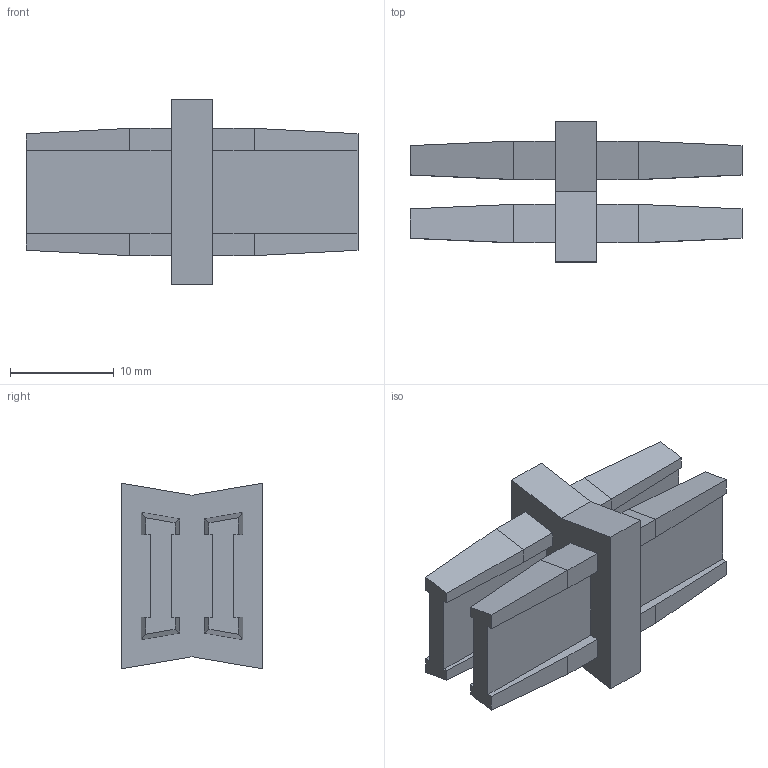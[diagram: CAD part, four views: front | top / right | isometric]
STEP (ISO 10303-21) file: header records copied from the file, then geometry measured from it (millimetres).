
FILE_DESCRIPTION(('STEP AP214'),'1');
FILE_NAME('cctmp_692029DC-7986-4A9C-BA37-2D62A5771A1D_2020_1_16_6_34_24_97..stp','2020-01-16T05:34:24',('Bosch Rexroth AG'),('CADClick - www.CADClick.com'),'Spatial InterOp 3D',' ','unknown authorization - (Healing Option Enabled)');
FILE_SCHEMA(('AUTOMOTIVE_DESIGN'));
Length unit declared in the file: millimetre
Products named in the file (1): 2020_01_16__06-34-24-097
Bounding box: 32 x 13.5 x 17.9 mm (x, y, z)
Volume: 2434.6 mm3; surface area: 2490.8 mm2
Topology: 1 solids, 1 shells, 84 faces, 218 edges, 140 vertices
Faces by surface type: plane 84
Entity records: 3190 total; most frequent: CARTESIAN_POINT 443, ORIENTED_EDGE 436, DIRECTION 388, EDGE_CURVE 218, LINE 218, VECTOR 218, VERTEX_POINT 140, EDGE_LOOP 88
